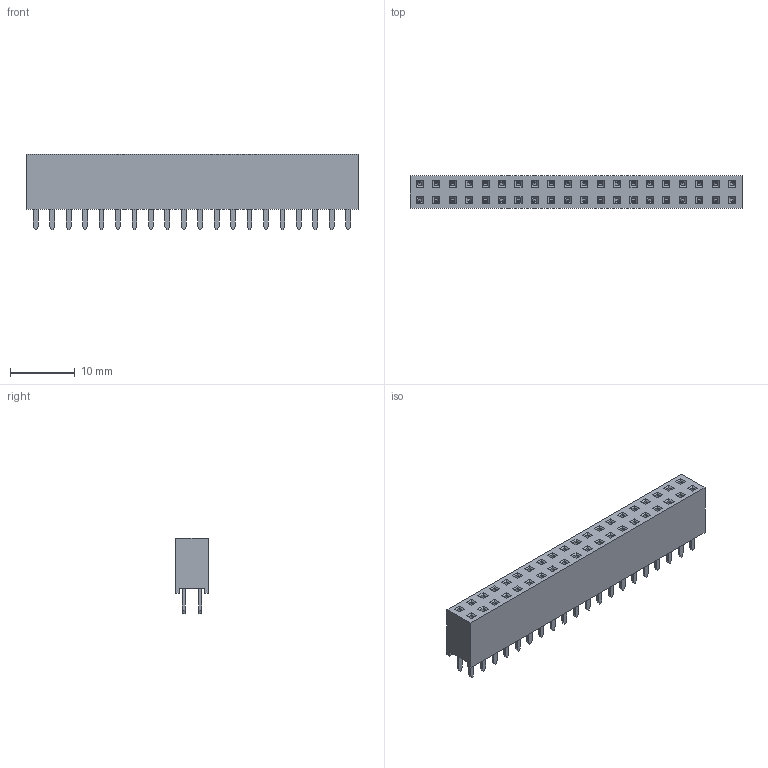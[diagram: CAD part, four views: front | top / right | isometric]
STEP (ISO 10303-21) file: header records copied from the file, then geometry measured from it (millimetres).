
FILE_DESCRIPTION(/* description */ ('Unknown'),/* implementation_level */ '2;1');
FILE_NAME(/* name */ '61304021821',/* time_stamp */ '2022-06-30T08:02:16+02:00',/* author */ ('Unknown'),/* organization */ ('Unknown'),/* preprocessor_version */ 'ST-DEVELOPER v16.7',/* originating_system */ 'Solid Edge',/* authorisation */ 'Unknown');
FILE_SCHEMA (('AUTOMOTIVE_DESIGN {1 0 10303 214 3 1 1}'));
Length unit declared in the file: millimetre
Products named in the file (3): 6130xx21821; 61304021821; 6130xx21821_PIN
Assembly tree (41 placements, depth 2):
  6130xx21821
    61304021821
    6130xx21821_PIN  x40
Bounding box: 51.3 x 5.08 x 11.6 mm (x, y, z)
Volume: 1796.2 mm3; surface area: 4415.4 mm2
Topology: 41 solids, 41 shells, 1650 faces, 4384 edges, 2816 vertices
Faces by surface type: plane 1250, cylinder 240, bspline 80, torus 80
Entity records: 16133 total; most frequent: CARTESIAN_POINT 2848, ORIENTED_EDGE 2754, DIRECTION 2509, EDGE_CURVE 1377, LINE 1355, VECTOR 1355, VERTEX_POINT 864, EDGE_LOOP 601
